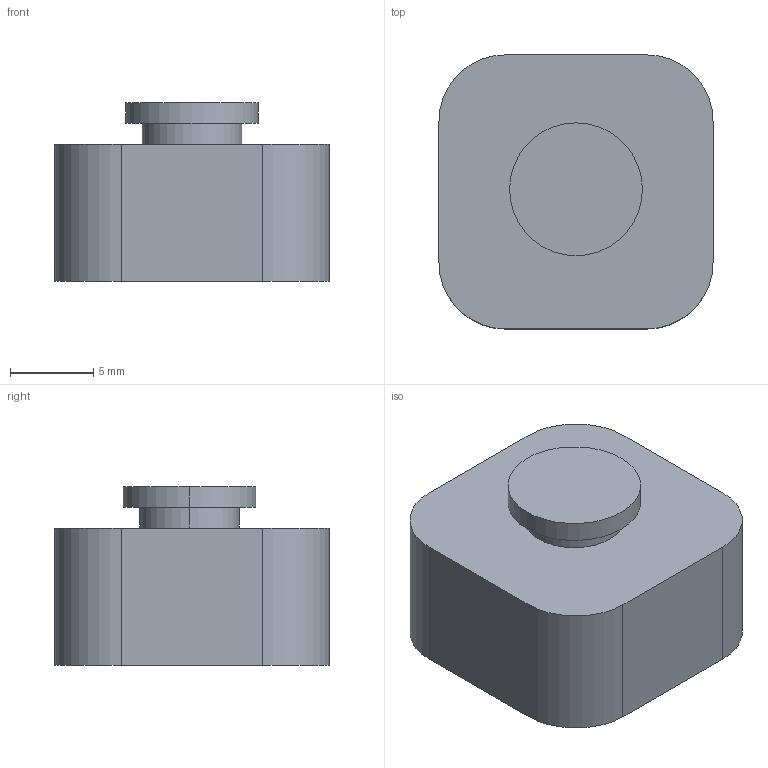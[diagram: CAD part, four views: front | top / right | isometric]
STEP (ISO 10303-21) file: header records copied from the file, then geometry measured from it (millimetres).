
FILE_DESCRIPTION(('produced by SPATIAL CORP'),'2;1');
FILE_NAME( 'pump220.hh.sat.stp','2002-04-19T11:21:44+00:00',('SPATIAL CORP'),('SPATIAL CORP'), 'ACIS STEP Husk','http://www.spatial.com','SPATIAL CORP');
FILE_SCHEMA(('CONFIG_CONTROL_DESIGN'));
Length unit declared in the file: millimetre
Products named in the file (1): PRODUCT_ID_1
Bounding box: 16.5 x 16.5 x 10.75 mm (x, y, z)
Volume: 2233 mm3; surface area: 1104.2 mm2
Topology: 1 solids, 1 shells, 16 faces, 36 edges, 24 vertices
Faces by surface type: plane 8, cylinder 8
Entity records: 511 total; most frequent: DIRECTION 72, ORIENTED_EDGE 72, CARTESIAN_POINT 70, EDGE_CURVE 36, AXIS2_PLACEMENT_3D 26, VERTEX_POINT 24, VECTOR 20, LINE 20
